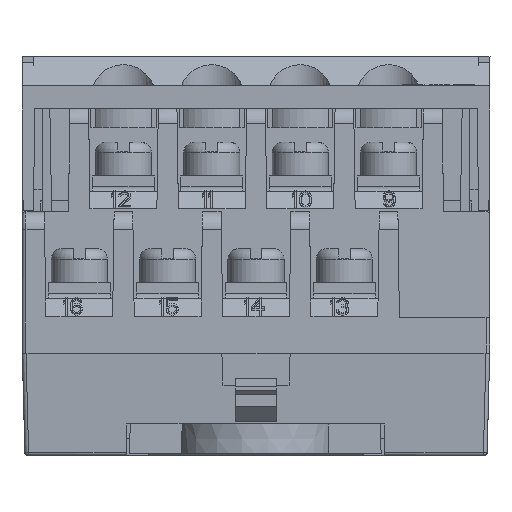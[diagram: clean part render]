
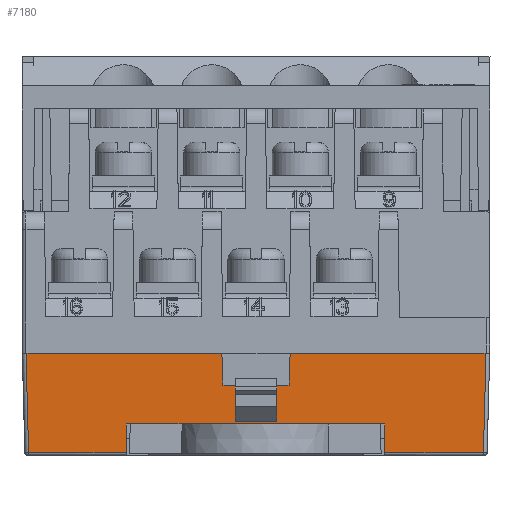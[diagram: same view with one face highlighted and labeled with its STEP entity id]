
A CAD part, front view. The second image highlights one B-rep face of the part: STEP entity #7180.
In plain terms, the highlighted planar face has unit normal (0, -1, -0.026).
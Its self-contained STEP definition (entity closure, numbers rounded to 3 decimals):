
#654=ELLIPSE('',#75222,675.567,13.182);
#655=ELLIPSE('',#75223,675.567,13.182);
#3599=FACE_OUTER_BOUND('',#32992,.T.);
#7180=ADVANCED_FACE('',(#3599),#10470,.T.);
#10470=PLANE('',#75257);
#14524=LINE('',#102292,#23232);
#14526=LINE('',#102296,#23234);
#19649=LINE('',#116849,#28357);
#19652=LINE('',#116855,#28360);
#19654=LINE('',#116859,#28362);
#19656=LINE('',#116866,#28364);
#19657=LINE('',#116867,#28365);
#19658=LINE('',#116876,#28366);
#19660=LINE('',#116880,#28368);
#19661=LINE('',#116884,#28369);
#19662=LINE('',#116886,#28370);
#19665=LINE('',#116891,#28373);
#19667=LINE('',#116895,#28375);
#19670=LINE('',#116901,#28378);
#19671=LINE('',#116903,#28379);
#19673=LINE('',#116907,#28381);
#19675=LINE('',#116911,#28383);
#19677=LINE('',#116914,#28385);
#19679=LINE('',#116920,#28387);
#19680=LINE('',#116922,#28388);
#19685=LINE('',#116934,#28393);
#19690=LINE('',#116947,#28398);
#23232=VECTOR('',#80709,1.);
#23234=VECTOR('',#80711,1.);
#28357=VECTOR('',#91546,1.);
#28360=VECTOR('',#91551,1.);
#28362=VECTOR('',#91555,1.);
#28364=VECTOR('',#91561,1.);
#28365=VECTOR('',#91562,1.);
#28366=VECTOR('',#91575,1.);
#28368=VECTOR('',#91579,1.);
#28369=VECTOR('',#91584,1.);
#28370=VECTOR('',#91587,1.);
#28373=VECTOR('',#91592,1.);
#28375=VECTOR('',#91596,1.);
#28378=VECTOR('',#91601,1.);
#28379=VECTOR('',#91604,1.);
#28381=VECTOR('',#91608,1.);
#28383=VECTOR('',#91612,1.);
#28385=VECTOR('',#91616,1.);
#28387=VECTOR('',#91622,1.);
#28388=VECTOR('',#91625,1.);
#28393=VECTOR('',#91644,1.);
#28398=VECTOR('',#91665,1.);
#32992=EDGE_LOOP('',(#51708,#51709,#51710,#51711,#51712,#51713,#51714,#51715,
#51716,#51717,#51718,#51719,#51720,#51721,#51722,#51723,#51724,#51725,#51726,
#51727,#51728,#51729,#51730,#51731));
#51708=ORIENTED_EDGE('',*,*,#69848,.F.);
#51709=ORIENTED_EDGE('',*,*,#69847,.T.);
#51710=ORIENTED_EDGE('',*,*,#69844,.T.);
#51711=ORIENTED_EDGE('',*,*,#69853,.F.);
#51712=ORIENTED_EDGE('',*,*,#63909,.F.);
#51713=ORIENTED_EDGE('',*,*,#69842,.T.);
#51714=ORIENTED_EDGE('',*,*,#69840,.F.);
#51715=ORIENTED_EDGE('',*,*,#69838,.T.);
#51716=ORIENTED_EDGE('',*,*,#69837,.F.);
#51717=ORIENTED_EDGE('',*,*,#69834,.F.);
#51718=ORIENTED_EDGE('',*,*,#69832,.F.);
#51719=ORIENTED_EDGE('',*,*,#69829,.F.);
#51720=ORIENTED_EDGE('',*,*,#63907,.F.);
#51721=ORIENTED_EDGE('',*,*,#69858,.F.);
#51722=ORIENTED_EDGE('',*,*,#69828,.T.);
#51723=ORIENTED_EDGE('',*,*,#69826,.T.);
#51724=ORIENTED_EDGE('',*,*,#69824,.F.);
#51725=ORIENTED_EDGE('',*,*,#69822,.F.);
#51726=ORIENTED_EDGE('',*,*,#69819,.F.);
#51727=ORIENTED_EDGE('',*,*,#69815,.T.);
#51728=ORIENTED_EDGE('',*,*,#69813,.F.);
#51729=ORIENTED_EDGE('',*,*,#69810,.T.);
#51730=ORIENTED_EDGE('',*,*,#69818,.F.);
#51731=ORIENTED_EDGE('',*,*,#69821,.F.);
#55843=VERTEX_POINT('',#100723);
#55886=VERTEX_POINT('',#100851);
#56342=VERTEX_POINT('',#102293);
#56343=VERTEX_POINT('',#102295);
#60050=VERTEX_POINT('',#116489);
#60076=VERTEX_POINT('',#116798);
#60083=VERTEX_POINT('',#116850);
#60084=VERTEX_POINT('',#116851);
#60085=VERTEX_POINT('',#116856);
#60086=VERTEX_POINT('',#116860);
#60087=VERTEX_POINT('',#116864);
#60088=VERTEX_POINT('',#116865);
#60089=VERTEX_POINT('',#116870);
#60090=VERTEX_POINT('',#116873);
#60091=VERTEX_POINT('',#116877);
#60092=VERTEX_POINT('',#116881);
#60093=VERTEX_POINT('',#116887);
#60094=VERTEX_POINT('',#116892);
#60095=VERTEX_POINT('',#116896);
#60096=VERTEX_POINT('',#116900);
#60097=VERTEX_POINT('',#116904);
#60098=VERTEX_POINT('',#116908);
#60099=VERTEX_POINT('',#116915);
#60100=VERTEX_POINT('',#116919);
#63907=EDGE_CURVE('',#55843,#56342,#14524,.T.);
#63909=EDGE_CURVE('',#56343,#55886,#14526,.T.);
#69810=EDGE_CURVE('',#60083,#60084,#19649,.T.);
#69813=EDGE_CURVE('',#60083,#60085,#19652,.T.);
#69815=EDGE_CURVE('',#60086,#60085,#19654,.T.);
#69818=EDGE_CURVE('',#60087,#60084,#19656,.T.);
#69819=EDGE_CURVE('',#60086,#60088,#19657,.T.);
#69821=EDGE_CURVE('',#60089,#60087,#654,.T.);
#69822=EDGE_CURVE('',#60088,#60090,#655,.T.);
#69824=EDGE_CURVE('',#60090,#60091,#19658,.T.);
#69826=EDGE_CURVE('',#60092,#60091,#19660,.T.);
#69828=EDGE_CURVE('',#60076,#60092,#19661,.T.);
#69829=EDGE_CURVE('',#56342,#60093,#19662,.T.);
#69832=EDGE_CURVE('',#60093,#60094,#19665,.T.);
#69834=EDGE_CURVE('',#60094,#60095,#19667,.T.);
#69837=EDGE_CURVE('',#60095,#60096,#19670,.T.);
#69838=EDGE_CURVE('',#60097,#60096,#19671,.T.);
#69840=EDGE_CURVE('',#60097,#60098,#19673,.T.);
#69842=EDGE_CURVE('',#56343,#60098,#19675,.T.);
#69844=EDGE_CURVE('',#60099,#60050,#19677,.T.);
#69847=EDGE_CURVE('',#60100,#60099,#19679,.T.);
#69848=EDGE_CURVE('',#60100,#60089,#19680,.T.);
#69853=EDGE_CURVE('',#55886,#60050,#19685,.T.);
#69858=EDGE_CURVE('',#60076,#55843,#19690,.T.);
#75222=AXIS2_PLACEMENT_3D('',#116871,#91567,#91568);
#75223=AXIS2_PLACEMENT_3D('',#116872,#91569,#91570);
#75257=AXIS2_PLACEMENT_3D('',#116950,#91670,#91671);
#80709=DIRECTION('',(1.,0.,0.));
#80711=DIRECTION('',(1.,0.,0.));
#91546=DIRECTION('',(0.035,-0.026,0.999));
#91551=DIRECTION('',(-1.,0.,0.));
#91555=DIRECTION('',(0.035,0.026,-0.999));
#91561=DIRECTION('',(-1.,0.,0.));
#91562=DIRECTION('',(-1.,0.,0.));
#91567=DIRECTION('',(0.,-1.,-0.026));
#91568=DIRECTION('',(0.,0.026,-1.));
#91569=DIRECTION('',(0.,-1.,-0.026));
#91570=DIRECTION('',(0.,0.026,-1.));
#91575=DIRECTION('',(-1.,0.,0.));
#91579=DIRECTION('',(0.,-0.026,1.));
#91584=DIRECTION('',(1.,0.,0.));
#91587=DIRECTION('',(0.035,0.026,-0.999));
#91592=DIRECTION('',(1.,0.,0.));
#91596=DIRECTION('',(0.,0.026,-1.));
#91601=DIRECTION('',(1.,0.,0.));
#91604=DIRECTION('',(0.,0.026,-1.));
#91608=DIRECTION('',(1.,0.,0.));
#91612=DIRECTION('',(-0.035,0.026,-0.999));
#91616=DIRECTION('',(1.,0.,0.));
#91622=DIRECTION('',(0.,0.026,-1.));
#91625=DIRECTION('',(-1.,0.,0.));
#91644=DIRECTION('',(-0.026,0.026,-0.999));
#91665=DIRECTION('',(-0.026,-0.026,0.999));
#91670=DIRECTION('',(0.,-1.,-0.026));
#91671=DIRECTION('',(1.,0.,0.));
#100723=CARTESIAN_POINT('',(-77.538,-65.928,0.));
#100851=CARTESIAN_POINT('',(-34.122,-65.928,0.));
#102292=CARTESIAN_POINT('',(-77.538,-65.928,0.));
#102293=CARTESIAN_POINT('',(-59.051,-65.928,0.));
#102295=CARTESIAN_POINT('',(-52.609,-65.928,0.));
#102296=CARTESIAN_POINT('',(-52.609,-65.928,0.));
#116489=CARTESIAN_POINT('',(-34.368,-65.682,-9.403));
#116798=CARTESIAN_POINT('',(-77.292,-65.682,-9.403));
#116849=CARTESIAN_POINT('',(-51.647,-65.945,0.649));
#116850=CARTESIAN_POINT('',(-51.903,-65.753,-6.683));
#116851=CARTESIAN_POINT('',(-51.902,-65.754,-6.648));
#116855=CARTESIAN_POINT('',(-43.544,-65.753,-6.683));
#116856=CARTESIAN_POINT('',(-59.907,-65.753,-6.683));
#116859=CARTESIAN_POINT('',(-60.107,-65.903,-0.944));
#116860=CARTESIAN_POINT('',(-59.908,-65.754,-6.648));
#116864=CARTESIAN_POINT('',(-49.289,-65.754,-6.648));
#116865=CARTESIAN_POINT('',(-62.521,-65.754,-6.648));
#116866=CARTESIAN_POINT('',(-33.045,-65.754,-6.648));
#116867=CARTESIAN_POINT('',(-33.045,-65.754,-6.648));
#116870=CARTESIAN_POINT('',(-49.288,-65.753,-6.683));
#116871=CARTESIAN_POINT('',(-55.905,-50.458,-590.771));
#116872=CARTESIAN_POINT('',(-55.905,-50.458,-590.771));
#116873=CARTESIAN_POINT('',(-62.522,-65.753,-6.683));
#116876=CARTESIAN_POINT('',(-43.544,-65.753,-6.683));
#116877=CARTESIAN_POINT('',(-68.081,-65.753,-6.683));
#116880=CARTESIAN_POINT('',(-68.081,-65.751,-6.771));
#116881=CARTESIAN_POINT('',(-68.081,-65.682,-9.403));
#116884=CARTESIAN_POINT('',(-77.292,-65.682,-9.403));
#116886=CARTESIAN_POINT('',(-59.051,-65.928,0.));
#116887=CARTESIAN_POINT('',(-58.946,-65.849,-3.015));
#116891=CARTESIAN_POINT('',(-58.946,-65.849,-3.015));
#116892=CARTESIAN_POINT('',(-57.79,-65.849,-3.015));
#116895=CARTESIAN_POINT('',(-57.79,-65.849,-3.015));
#116896=CARTESIAN_POINT('',(-57.79,-65.76,-6.432));
#116900=CARTESIAN_POINT('',(-53.871,-65.76,-6.432));
#116901=CARTESIAN_POINT('',(-57.79,-65.76,-6.432));
#116903=CARTESIAN_POINT('',(-53.871,-65.849,-3.015));
#116904=CARTESIAN_POINT('',(-53.871,-65.849,-3.015));
#116907=CARTESIAN_POINT('',(-53.871,-65.849,-3.015));
#116908=CARTESIAN_POINT('',(-52.715,-65.849,-3.015));
#116911=CARTESIAN_POINT('',(-52.609,-65.928,0.));
#116914=CARTESIAN_POINT('',(-43.544,-65.682,-9.403));
#116915=CARTESIAN_POINT('',(-43.681,-65.682,-9.403));
#116919=CARTESIAN_POINT('',(-43.681,-65.753,-6.683));
#116920=CARTESIAN_POINT('',(-43.681,-65.751,-6.771));
#116922=CARTESIAN_POINT('',(-43.544,-65.753,-6.683));
#116934=CARTESIAN_POINT('',(-34.122,-65.928,0.));
#116947=CARTESIAN_POINT('',(-77.292,-65.682,-9.403));
#116950=CARTESIAN_POINT('',(-33.045,-65.928,0.));
